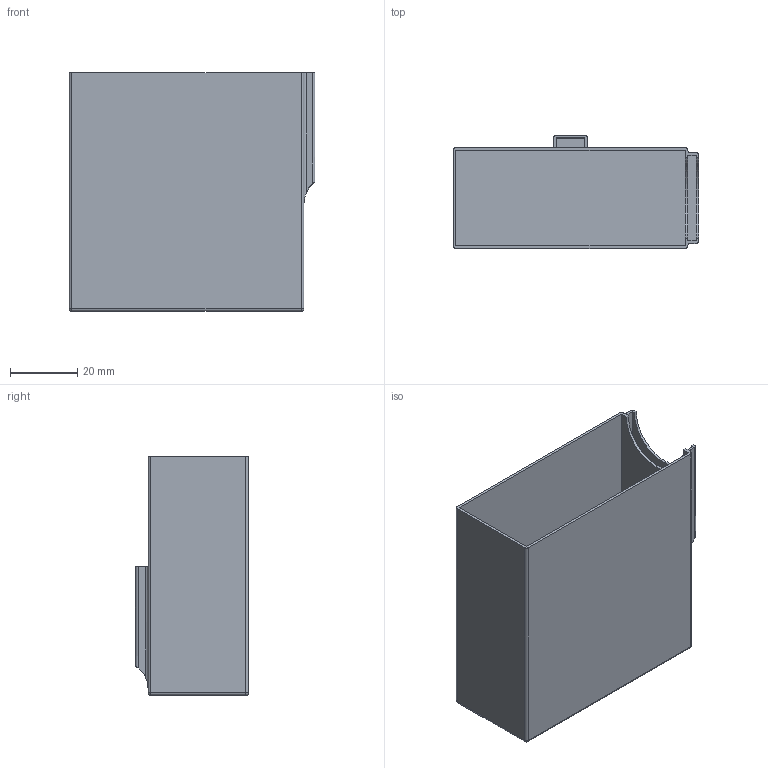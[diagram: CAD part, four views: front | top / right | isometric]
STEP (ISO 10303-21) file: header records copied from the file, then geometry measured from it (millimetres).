
FILE_DESCRIPTION(/* description */ (''),/* implementation_level */ '2;1');
FILE_NAME(/* name */ 'fe34b272-fb8d-460b-b057-6394da6d5e03.stp',/* time_stamp */ '2017-01-15T19:09:14+01:00',/* author */ (''),/* organization */ (''),/* preprocessor_version */ 'ST-DEVELOPER v16.5',/* originating_system */ 'Autodesk Translation Framework v5.2.0.2920',/* authorisation */ '');
FILE_SCHEMA (('AUTOMOTIVE_DESIGN { 1 0 10303 214 3 1 1 }'));
Length unit declared in the file: millimetre
Products named in the file (1): tool.box
Bounding box: 73.3 x 33.8 x 71.2 mm (x, y, z)
Volume: 14644.6 mm3; surface area: 33937.9 mm2
Topology: 1 solids, 1 shells, 58 faces, 151 edges, 96 vertices
Faces by surface type: plane 27, cylinder 21, bspline 6, sphere 4
Entity records: 1980 total; most frequent: CARTESIAN_POINT 530, ORIENTED_EDGE 302, DIRECTION 291, EDGE_CURVE 151, AXIS2_PLACEMENT_3D 99, VERTEX_POINT 96, LINE 93, VECTOR 93
